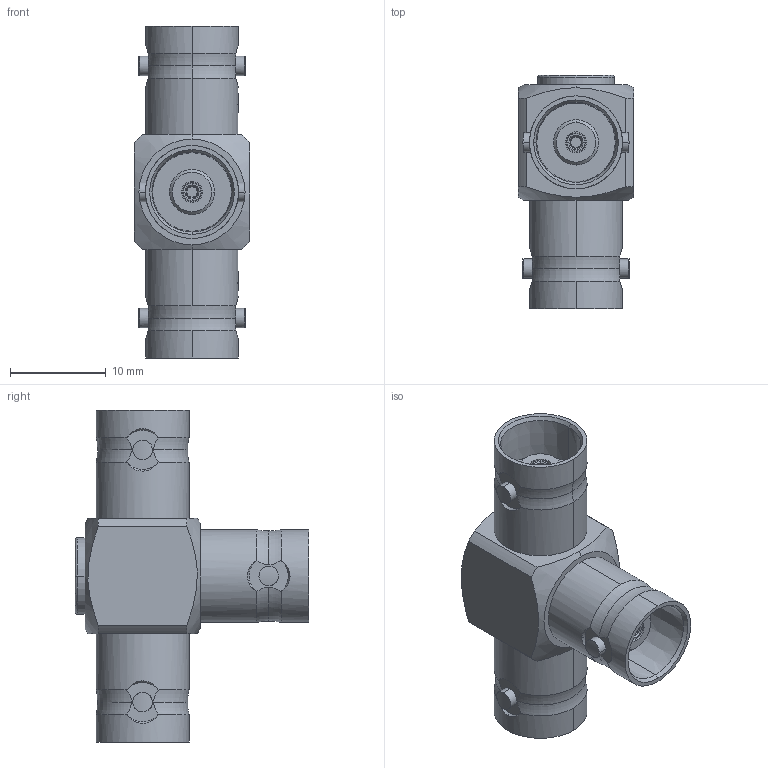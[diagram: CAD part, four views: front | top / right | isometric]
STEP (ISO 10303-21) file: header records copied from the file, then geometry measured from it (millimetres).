
FILE_DESCRIPTION (( 'STEP AP214' ), '1' );
FILE_NAME ('J01004B0616.STEP', '2018-02-27T14:58:04', ( '' ), ( '' ), 'SwSTEP 2.0', 'SolidWorks 2017', '' );
FILE_SCHEMA (( 'AUTOMOTIVE_DESIGN' ));
Length unit declared in the file: millimetre
Products named in the file (1): J01004B0616
Bounding box: 12 x 24.3 x 34.6 mm (x, y, z)
Volume: 3438.5 mm3; surface area: 2462.2 mm2
Topology: 1 solids, 1 shells, 297 faces, 745 edges, 489 vertices
Faces by surface type: plane 109, cylinder 92, cone 58, torus 38
Entity records: 12733 total; most frequent: CARTESIAN_POINT 2640, ORIENTED_EDGE 1490, DIRECTION 1382, EDGE_CURVE 745, AXIS2_PLACEMENT_3D 561, VERTEX_POINT 489, EDGE_LOOP 336, FACE_OUTER_BOUND 297
